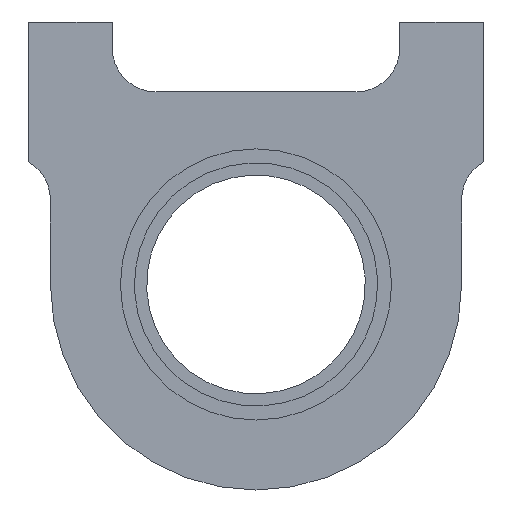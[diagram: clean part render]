
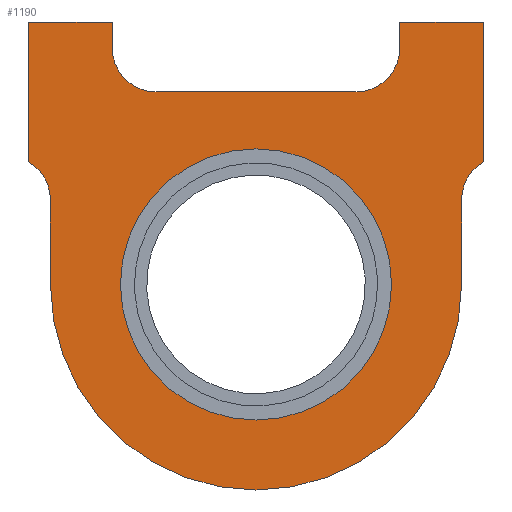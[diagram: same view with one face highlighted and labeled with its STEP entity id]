
A CAD part, front view. The second image highlights one B-rep face of the part: STEP entity #1190.
In plain terms, the highlighted planar face has unit normal (0, -1, 0).
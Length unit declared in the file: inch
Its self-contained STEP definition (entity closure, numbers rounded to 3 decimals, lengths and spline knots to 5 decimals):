
#9 = VERTEX_POINT ( 'NONE', #666 ) ;
#22 = ORIENTED_EDGE ( 'NONE', *, *, #1527, .F. ) ;
#46 = ORIENTED_EDGE ( 'NONE', *, *, #1587, .F. ) ;
#64 = CARTESIAN_POINT ( 'NONE',  ( 0., 0., 0.3875 ) ) ;
#67 = EDGE_CURVE ( 'NONE', #1309, #819, #1087, .T. ) ;
#111 = EDGE_CURVE ( 'NONE', #272, #595, #977, .T. ) ;
#118 = VERTEX_POINT ( 'NONE', #254 ) ;
#119 = DIRECTION ( 'NONE',  ( 1., 0., 0. ) ) ;
#120 = EDGE_LOOP ( 'NONE', ( #973, #586, #822, #239, #46, #1457, #1105, #22, #1537, #1054, #396, #1206, #124, #703, #176 ) ) ;
#124 = ORIENTED_EDGE ( 'NONE', *, *, #1656, .T. ) ;
#155 = DIRECTION ( 'NONE',  ( 0., 0., 1. ) ) ;
#156 = CARTESIAN_POINT ( 'NONE',  ( -0.4106, 0., 0.55 ) ) ;
#163 = DIRECTION ( 'NONE',  ( 0., 1., 0. ) ) ;
#168 = LINE ( 'NONE', #1647, #575 ) ;
#176 = ORIENTED_EDGE ( 'NONE', *, *, #1337, .F. ) ;
#189 = EDGE_CURVE ( 'NONE', #522, #1468, #1323, .T. ) ;
#200 = DIRECTION ( 'NONE',  ( 0., 1., 0. ) ) ;
#206 = CARTESIAN_POINT ( 'NONE',  ( 0., 0., 0. ) ) ;
#239 = ORIENTED_EDGE ( 'NONE', *, *, #1583, .F. ) ;
#243 = VERTEX_POINT ( 'NONE', #1474 ) ;
#250 = DIRECTION ( 'NONE',  ( 0., 0., 1. ) ) ;
#254 = CARTESIAN_POINT ( 'NONE',  ( -0.4106, 0., 0.675 ) ) ;
#255 = DIRECTION ( 'NONE',  ( 0., 1., 0. ) ) ;
#263 = ORIENTED_EDGE ( 'NONE', *, *, #1701, .T. ) ;
#271 = CARTESIAN_POINT ( 'NONE',  ( 0., 0., 0. ) ) ;
#272 = VERTEX_POINT ( 'NONE', #1349 ) ;
#300 = VECTOR ( 'NONE', #511, 39.37008 ) ;
#324 = DIRECTION ( 'NONE',  ( 0., 0., 1. ) ) ;
#338 = DIRECTION ( 'NONE',  ( 0., 1., 0. ) ) ;
#354 = CARTESIAN_POINT ( 'NONE',  ( 0.7125, 0., 0.24175 ) ) ;
#370 = EDGE_CURVE ( 'NONE', #1332, #118, #1401, .T. ) ;
#389 = CARTESIAN_POINT ( 'NONE',  ( 0.65, 0., 0.75 ) ) ;
#396 = ORIENTED_EDGE ( 'NONE', *, *, #1677, .F. ) ;
#411 = VECTOR ( 'NONE', #913, 39.37008 ) ;
#421 = DIRECTION ( 'NONE',  ( 0., 0., 1. ) ) ;
#426 = CARTESIAN_POINT ( 'NONE',  ( 0.65, 0., 0.35 ) ) ;
#451 = LINE ( 'NONE', #1004, #411 ) ;
#494 = CARTESIAN_POINT ( 'NONE',  ( 0.4106, 0., 0.675 ) ) ;
#503 = CARTESIAN_POINT ( 'NONE',  ( 0.65, 0., 0.35 ) ) ;
#506 = CARTESIAN_POINT ( 'NONE',  ( -0.65, 0., 0.35 ) ) ;
#511 = DIRECTION ( 'NONE',  ( 1., 0., 0. ) ) ;
#513 = VERTEX_POINT ( 'NONE', #503 ) ;
#515 = EDGE_CURVE ( 'NONE', #243, #513, #1096, .T. ) ;
#522 = VERTEX_POINT ( 'NONE', #494 ) ;
#575 = VECTOR ( 'NONE', #1676, 39.37008 ) ;
#577 = VECTOR ( 'NONE', #762, 39.37008 ) ;
#586 = ORIENTED_EDGE ( 'NONE', *, *, #1566, .F. ) ;
#595 = VERTEX_POINT ( 'NONE', #64 ) ;
#608 = AXIS2_PLACEMENT_3D ( 'NONE', #271, #255, #250 ) ;
#612 = LINE ( 'NONE', #426, #577 ) ;
#632 = CARTESIAN_POINT ( 'NONE',  ( 0.2856, 0., 0.55 ) ) ;
#665 = AXIS2_PLACEMENT_3D ( 'NONE', #879, #873, #808 ) ;
#666 = CARTESIAN_POINT ( 'NONE',  ( -0.4106, 0., 0.75 ) ) ;
#668 = DIRECTION ( 'NONE',  ( 1., 0., 0. ) ) ;
#675 = CARTESIAN_POINT ( 'NONE',  ( -0.65, 0., 0.75 ) ) ;
#694 = LINE ( 'NONE', #389, #300 ) ;
#703 = ORIENTED_EDGE ( 'NONE', *, *, #1230, .F. ) ;
#731 = CARTESIAN_POINT ( 'NONE',  ( 0., 0., -0.5875 ) ) ;
#735 = VERTEX_POINT ( 'NONE', #1379 ) ;
#762 = DIRECTION ( 'NONE',  ( 0., 0., -1. ) ) ;
#764 = CARTESIAN_POINT ( 'NONE',  ( 0.4106, 0., 0.75 ) ) ;
#801 = CIRCLE ( 'NONE', #665, 0.125 ) ;
#805 = VECTOR ( 'NONE', #915, 39.37008 ) ;
#808 = DIRECTION ( 'NONE',  ( 0., 0., 1. ) ) ;
#819 = VERTEX_POINT ( 'NONE', #1060 ) ;
#822 = ORIENTED_EDGE ( 'NONE', *, *, #515, .T. ) ;
#853 = AXIS2_PLACEMENT_3D ( 'NONE', #1035, #1030, #1025 ) ;
#873 = DIRECTION ( 'NONE',  ( 0., 1., 0. ) ) ;
#879 = CARTESIAN_POINT ( 'NONE',  ( -0.7125, 0., 0.24175 ) ) ;
#887 = CIRCLE ( 'NONE', #853, 0.5875 ) ;
#913 = DIRECTION ( 'NONE',  ( 0., 0., -1. ) ) ;
#915 = DIRECTION ( 'NONE',  ( 0., 0., -1. ) ) ;
#929 = CARTESIAN_POINT ( 'NONE',  ( 0.5875, 0., 0. ) ) ;
#930 = AXIS2_PLACEMENT_3D ( 'NONE', #1446, #1441, #1440 ) ;
#946 = AXIS2_PLACEMENT_3D ( 'NONE', #1657, #163, #1619 ) ;
#970 = DIRECTION ( 'NONE',  ( 0., 0., 1. ) ) ;
#973 = ORIENTED_EDGE ( 'NONE', *, *, #1232, .F. ) ;
#974 = DIRECTION ( 'NONE',  ( 0., 1., 0. ) ) ;
#977 = CIRCLE ( 'NONE', #1402, 0.3875 ) ;
#980 = CARTESIAN_POINT ( 'NONE',  ( -0.2856, 0., 0.675 ) ) ;
#998 = CARTESIAN_POINT ( 'NONE',  ( 0.5875, 0., 0. ) ) ;
#1004 = CARTESIAN_POINT ( 'NONE',  ( -0.4106, 0., 0.75 ) ) ;
#1011 = VERTEX_POINT ( 'NONE', #764 ) ;
#1016 = LINE ( 'NONE', #929, #805 ) ;
#1025 = DIRECTION ( 'NONE',  ( 0., 0., 1. ) ) ;
#1030 = DIRECTION ( 'NONE',  ( 0., 1., 0. ) ) ;
#1035 = CARTESIAN_POINT ( 'NONE',  ( 0., 0., 0. ) ) ;
#1054 = ORIENTED_EDGE ( 'NONE', *, *, #1393, .F. ) ;
#1060 = CARTESIAN_POINT ( 'NONE',  ( -0.65, 0., 0.75 ) ) ;
#1061 = VECTOR ( 'NONE', #668, 39.37008 ) ;
#1067 = CARTESIAN_POINT ( 'NONE',  ( -0.2856, 0., 0.55 ) ) ;
#1070 = VERTEX_POINT ( 'NONE', #731 ) ;
#1072 = VECTOR ( 'NONE', #1475, 39.37008 ) ;
#1087 = LINE ( 'NONE', #506, #1584 ) ;
#1096 = CIRCLE ( 'NONE', #1214, 0.125 ) ;
#1105 = ORIENTED_EDGE ( 'NONE', *, *, #189, .T. ) ;
#1190 = ADVANCED_FACE ( 'NONE', ( #1421, #1398 ), #1633, .F. ) ;
#1206 = ORIENTED_EDGE ( 'NONE', *, *, #67, .F. ) ;
#1208 = EDGE_LOOP ( 'NONE', ( #263, #1267 ) ) ;
#1214 = AXIS2_PLACEMENT_3D ( 'NONE', #354, #338, #324 ) ;
#1230 = EDGE_CURVE ( 'NONE', #735, #1624, #1308, .T. ) ;
#1232 = EDGE_CURVE ( 'NONE', #1373, #1070, #1245, .T. ) ;
#1245 = CIRCLE ( 'NONE', #930, 0.5875 ) ;
#1254 = CARTESIAN_POINT ( 'NONE',  ( -0.65, 0., 0.35 ) ) ;
#1267 = ORIENTED_EDGE ( 'NONE', *, *, #111, .T. ) ;
#1271 = LINE ( 'NONE', #675, #1061 ) ;
#1272 = AXIS2_PLACEMENT_3D ( 'NONE', #980, #974, #970 ) ;
#1308 = LINE ( 'NONE', #1514, #1072 ) ;
#1309 = VERTEX_POINT ( 'NONE', #1254 ) ;
#1323 = CIRCLE ( 'NONE', #1361, 0.125 ) ;
#1332 = VERTEX_POINT ( 'NONE', #1067 ) ;
#1337 = EDGE_CURVE ( 'NONE', #1070, #735, #887, .T. ) ;
#1349 = CARTESIAN_POINT ( 'NONE',  ( 0., 0., -0.3875 ) ) ;
#1361 = AXIS2_PLACEMENT_3D ( 'NONE', #1617, #1603, #1597 ) ;
#1373 = VERTEX_POINT ( 'NONE', #998 ) ;
#1379 = CARTESIAN_POINT ( 'NONE',  ( -0.5875, 0., 0. ) ) ;
#1382 = CARTESIAN_POINT ( 'NONE',  ( -0.5875, 0., 0.24175 ) ) ;
#1393 = EDGE_CURVE ( 'NONE', #9, #118, #451, .T. ) ;
#1398 = FACE_OUTER_BOUND ( 'NONE', #120, .T. ) ;
#1401 = CIRCLE ( 'NONE', #1272, 0.125 ) ;
#1402 = AXIS2_PLACEMENT_3D ( 'NONE', #206, #200, #155 ) ;
#1421 = FACE_BOUND ( 'NONE', #1208, .T. ) ;
#1440 = DIRECTION ( 'NONE',  ( 0., 0., 1. ) ) ;
#1441 = DIRECTION ( 'NONE',  ( 0., 1., 0. ) ) ;
#1446 = CARTESIAN_POINT ( 'NONE',  ( 0., 0., 0. ) ) ;
#1457 = ORIENTED_EDGE ( 'NONE', *, *, #1605, .F. ) ;
#1468 = VERTEX_POINT ( 'NONE', #632 ) ;
#1474 = CARTESIAN_POINT ( 'NONE',  ( 0.5875, 0., 0.24175 ) ) ;
#1475 = DIRECTION ( 'NONE',  ( 0., 0., 1. ) ) ;
#1507 = CARTESIAN_POINT ( 'NONE',  ( 0.65, 0., 0.75 ) ) ;
#1514 = CARTESIAN_POINT ( 'NONE',  ( -0.5875, 0., 0. ) ) ;
#1527 = EDGE_CURVE ( 'NONE', #1332, #1468, #1588, .T. ) ;
#1537 = ORIENTED_EDGE ( 'NONE', *, *, #370, .T. ) ;
#1543 = VECTOR ( 'NONE', #119, 39.37008 ) ;
#1551 = VERTEX_POINT ( 'NONE', #1507 ) ;
#1566 = EDGE_CURVE ( 'NONE', #243, #1373, #1016, .T. ) ;
#1583 = EDGE_CURVE ( 'NONE', #1551, #513, #612, .T. ) ;
#1584 = VECTOR ( 'NONE', #421, 39.37008 ) ;
#1587 = EDGE_CURVE ( 'NONE', #1011, #1551, #694, .T. ) ;
#1588 = LINE ( 'NONE', #156, #1543 ) ;
#1597 = DIRECTION ( 'NONE',  ( 0., 0., 1. ) ) ;
#1603 = DIRECTION ( 'NONE',  ( 0., 1., 0. ) ) ;
#1605 = EDGE_CURVE ( 'NONE', #522, #1011, #168, .T. ) ;
#1614 = CIRCLE ( 'NONE', #608, 0.3875 ) ;
#1617 = CARTESIAN_POINT ( 'NONE',  ( 0.2856, 0., 0.675 ) ) ;
#1619 = DIRECTION ( 'NONE',  ( 0., 0., 1. ) ) ;
#1624 = VERTEX_POINT ( 'NONE', #1382 ) ;
#1633 = PLANE ( 'NONE',  #946 ) ;
#1647 = CARTESIAN_POINT ( 'NONE',  ( 0.4106, 0., 0.75 ) ) ;
#1656 = EDGE_CURVE ( 'NONE', #1309, #1624, #801, .T. ) ;
#1657 = CARTESIAN_POINT ( 'NONE',  ( 0., 0., 0. ) ) ;
#1676 = DIRECTION ( 'NONE',  ( 0., 0., 1. ) ) ;
#1677 = EDGE_CURVE ( 'NONE', #819, #9, #1271, .T. ) ;
#1701 = EDGE_CURVE ( 'NONE', #595, #272, #1614, .T. ) ;
